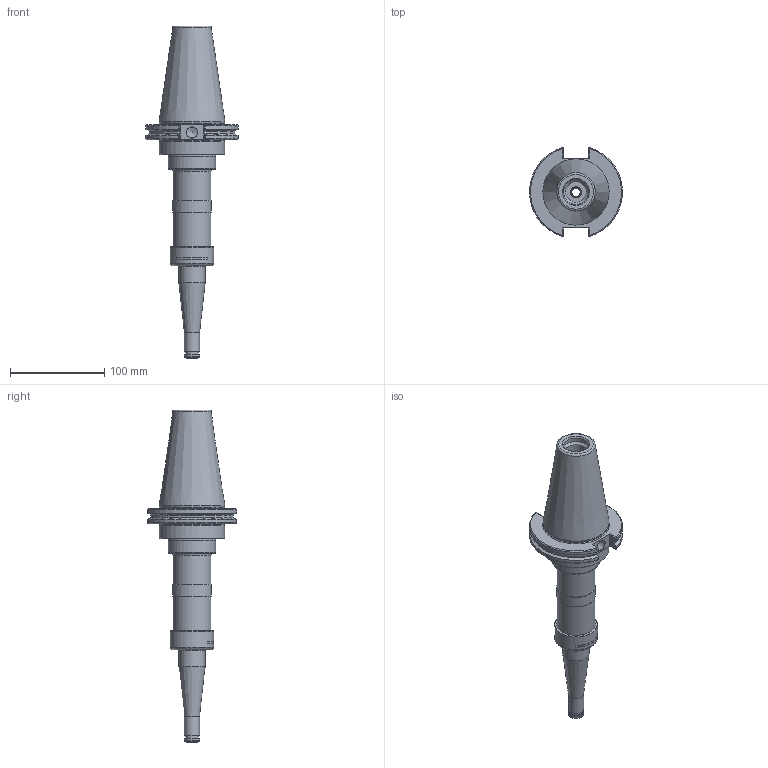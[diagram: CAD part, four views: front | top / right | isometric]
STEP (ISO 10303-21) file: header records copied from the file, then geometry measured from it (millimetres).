
FILE_DESCRIPTION(/* description */ (''),/* implementation_level */ '2;1');
FILE_NAME(/* name */ '885371081.stp',/* time_stamp */ '2023-03-15T12:16:34',/* author */ ('Ratnasingam Jekanthan'),/* organization */ ('REGO-FIX'),/* preprocessor_version */ ' Unknown',/* originating_system */ 'SIEMENS PLM Software Solid Edge ST10',/* authorization */ 'Unknown');
FILE_SCHEMA (('AUTOMOTIVE_DESIGN { 1 0 10303 214 2 1 1}'));
Length unit declared in the file: millimetre
Products named in the file (1): NOCUT
Bounding box: 98.08 x 94.39 x 351.6 mm (x, y, z)
Volume: 535492.5 mm3; surface area: 86617.7 mm2
Topology: 1 solids, 3 shells, 169 faces, 401 edges, 250 vertices
Faces by surface type: plane 48, cylinder 45, cone 43, torus 25, bspline 8
Full cylindrical faces by diameter (mm): 9 x1, 10 x2, 11.7 x1, 13 x1, 16 x2, 21.963 x2, 23.8 x1, 24.7 x1, 25 x1, 26.4 x1, 28 x1, 29 x1, 33 x1, 34 x1, 38.376 x1, 40 x2, 40.05 x1, 40.5 x1, 43.3 x1, 45.65 x1, 50.5 x1, 69.85 x1
Entity records: 5615 total; most frequent: CARTESIAN_POINT 1015, DIRECTION 697, ORIENTED_EDGE 594, AXIS2_PLACEMENT_3D 308, EDGE_CURVE 297, FACE_BOUND 270, EDGE_LOOP 269, VERTEX_POINT 229
